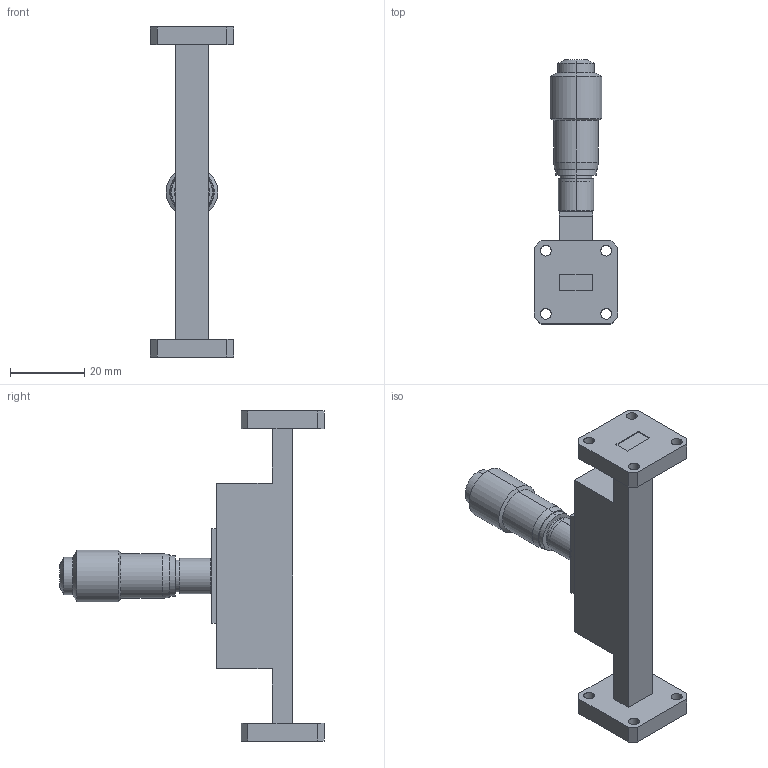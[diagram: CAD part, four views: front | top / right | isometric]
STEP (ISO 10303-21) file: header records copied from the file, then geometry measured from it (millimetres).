
FILE_DESCRIPTION (( 'STEP AP203' ), '1' );
FILE_NAME ('STA-30-34-M3.STEP', '2019-10-22T18:51:17', ( '' ), ( '' ), 'SwSTEP 2.0', 'SolidWorks 2016', '' );
FILE_SCHEMA (( 'CONFIG_CONTROL_DESIGN' ));
Length unit declared in the file: inch
Products named in the file (1): STA-30-34-M3
Bounding box: 22.35 x 71.12 x 88.9 mm (x, y, z)
Volume: 20676.7 mm3; surface area: 9750 mm2
Topology: 3 solids, 3 shells, 95 faces, 226 edges, 146 vertices
Faces by surface type: plane 53, cylinder 34, cone 8
Entity records: 2849 total; most frequent: DIRECTION 492, CARTESIAN_POINT 468, ORIENTED_EDGE 452, EDGE_CURVE 226, AXIS2_PLACEMENT_3D 170, LINE 152, VECTOR 152, VERTEX_POINT 146
